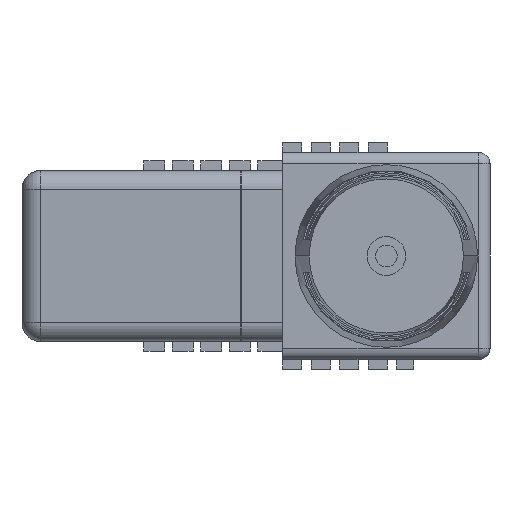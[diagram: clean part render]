
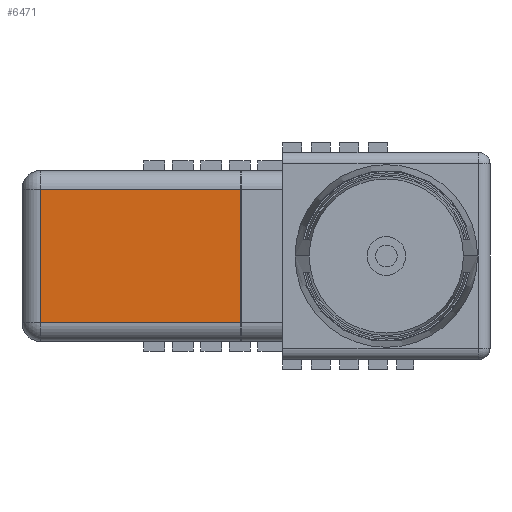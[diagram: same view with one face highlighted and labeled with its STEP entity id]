
A CAD part, left-side view. The second image highlights one B-rep face of the part: STEP entity #6471.
In plain terms, the highlighted planar face has unit normal (-1, 0.026, 0).
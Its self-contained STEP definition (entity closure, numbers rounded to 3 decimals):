
#105 = CARTESIAN_POINT ( 'NONE',  ( -10.3, 13.113, 3.5 ) ) ;
#371 = DIRECTION ( 'NONE',  ( 0.026, 1., 0. ) ) ;
#1317 = VERTEX_POINT ( 'NONE', #1722 ) ;
#1383 = CARTESIAN_POINT ( 'NONE',  ( -10.3, 13.113, 4.5 ) ) ;
#1722 = CARTESIAN_POINT ( 'NONE',  ( -10.025, 23.626, -3.5 ) ) ;
#1830 = VECTOR ( 'NONE', #6236, 1000. ) ;
#1847 = ORIENTED_EDGE ( 'NONE', *, *, #3435, .T. ) ;
#2471 = LINE ( 'NONE', #4979, #4618 ) ;
#3020 = EDGE_CURVE ( 'NONE', #1317, #6317, #2471, .T. ) ;
#3021 = EDGE_LOOP ( 'NONE', ( #3447, #4122, #1847, #4518 ) ) ;
#3139 = CARTESIAN_POINT ( 'NONE',  ( -10.3, 13.113, -3.5 ) ) ;
#3414 = FACE_OUTER_BOUND ( 'NONE', #3021, .T. ) ;
#3435 = EDGE_CURVE ( 'NONE', #6317, #5982, #6846, .T. ) ;
#3447 = ORIENTED_EDGE ( 'NONE', *, *, #5675, .T. ) ;
#3619 = CARTESIAN_POINT ( 'NONE',  ( -10.025, 23.626, 3.5 ) ) ;
#3723 = VERTEX_POINT ( 'NONE', #3619 ) ;
#3867 = LINE ( 'NONE', #5021, #7719 ) ;
#4122 = ORIENTED_EDGE ( 'NONE', *, *, #3020, .T. ) ;
#4202 = LINE ( 'NONE', #6071, #7507 ) ;
#4518 = ORIENTED_EDGE ( 'NONE', *, *, #7780, .T. ) ;
#4618 = VECTOR ( 'NONE', #7424, 1000. ) ;
#4979 = CARTESIAN_POINT ( 'NONE',  ( -10.635, 0.277, -3.5 ) ) ;
#5021 = CARTESIAN_POINT ( 'NONE',  ( -10.025, 23.626, -4.5 ) ) ;
#5192 = CARTESIAN_POINT ( 'NONE',  ( -10.635, 0.277, 4.5 ) ) ;
#5675 = EDGE_CURVE ( 'NONE', #3723, #1317, #3867, .T. ) ;
#5830 = DIRECTION ( 'NONE',  ( 1., -0.026, 0. ) ) ;
#5982 = VERTEX_POINT ( 'NONE', #105 ) ;
#6071 = CARTESIAN_POINT ( 'NONE',  ( -10., 24.6, 3.5 ) ) ;
#6236 = DIRECTION ( 'NONE',  ( 0., 0., 1. ) ) ;
#6317 = VERTEX_POINT ( 'NONE', #3139 ) ;
#6471 = ADVANCED_FACE ( 'NONE', ( #3414 ), #7563, .F. ) ;
#6630 = DIRECTION ( 'NONE',  ( 0.026, 1., 0. ) ) ;
#6846 = LINE ( 'NONE', #1383, #1830 ) ;
#7351 = AXIS2_PLACEMENT_3D ( 'NONE', #5192, #5830, #371 ) ;
#7424 = DIRECTION ( 'NONE',  ( -0.026, -1., 0. ) ) ;
#7427 = DIRECTION ( 'NONE',  ( 0., 0., -1. ) ) ;
#7507 = VECTOR ( 'NONE', #6630, 1000. ) ;
#7563 = PLANE ( 'NONE',  #7351 ) ;
#7719 = VECTOR ( 'NONE', #7427, 1000. ) ;
#7780 = EDGE_CURVE ( 'NONE', #5982, #3723, #4202, .T. ) ;
